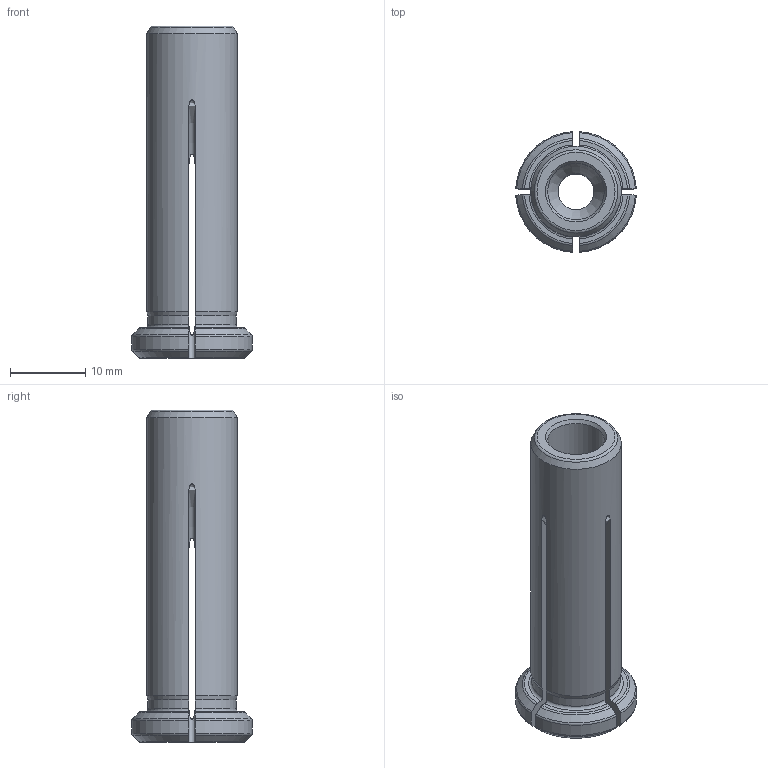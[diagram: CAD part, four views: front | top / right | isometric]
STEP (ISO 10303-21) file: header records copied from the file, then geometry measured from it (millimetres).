
FILE_DESCRIPTION(/* description */ (''),/* implementation_level */ '2;1');
FILE_NAME(/* name */ '191204761.stp',/* time_stamp */ '2021-09-17T10:43:37',/* author */ ('LRA'),/* organization */ ('REGO-FIX'),/* preprocessor_version */ ' Unknown',/* originating_system */ 'SIEMENS PLM Software Solid Edge ST10',/* authorization */ 'Unknown');
FILE_SCHEMA (('AUTOMOTIVE_DESIGN { 1 0 10303 214 2 1 1}'));
Length unit declared in the file: millimetre
Products named in the file (1): NOCUT
Bounding box: 15.98 x 15.98 x 44 mm (x, y, z)
Volume: 3756.1 mm3; surface area: 3494.9 mm2
Topology: 1 solids, 1 shells, 70 faces, 215 edges, 142 vertices
Faces by surface type: torus 30, cone 15, plane 14, cylinder 11
Full cylindrical faces by diameter (mm): 4.763 x1, 7.5 x1, 12 x1
Entity records: 2569 total; most frequent: CARTESIAN_POINT 756, ORIENTED_EDGE 402, DIRECTION 342, EDGE_CURVE 201, AXIS2_PLACEMENT_3D 147, VERTEX_POINT 137, EDGE_LOOP 84, FACE_BOUND 84
